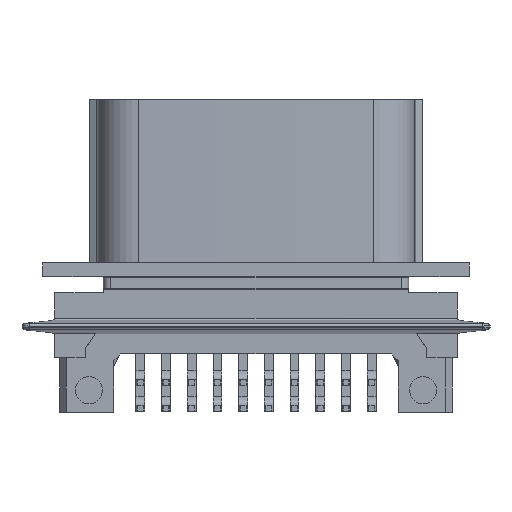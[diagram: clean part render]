
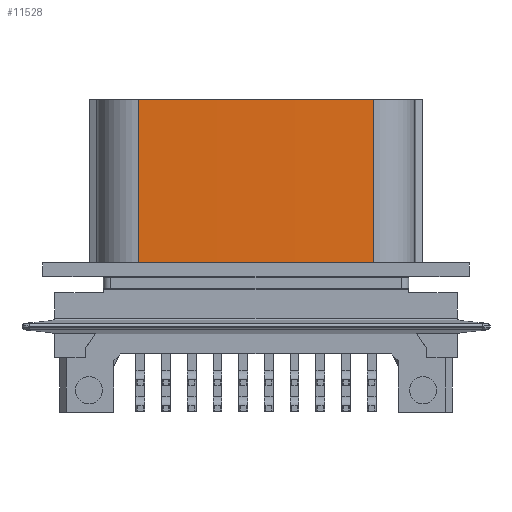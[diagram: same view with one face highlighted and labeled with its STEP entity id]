
A CAD part, front view. The second image highlights one B-rep face of the part: STEP entity #11528.
In plain terms, the highlighted cylindrical face has radius 642.873 mm (diameter 1285.75 mm), a partial arc.
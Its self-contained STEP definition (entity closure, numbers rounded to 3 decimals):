
#1669=CARTESIAN_POINT('',(17.989,645.383,11.675));
#1670=DIRECTION('',(0.,0.,-1.));
#1671=DIRECTION('',(0.025,-1.,0.));
#1672=AXIS2_PLACEMENT_3D('',#1669,#1670,#1671);
#1809=CARTESIAN_POINT('',(17.989,645.383,33.885));
#1810=DIRECTION('',(0.,0.,1.));
#1811=DIRECTION('',(-0.025,-1.,0.));
#1812=AXIS2_PLACEMENT_3D('',#1809,#1810,#1811);
#1949=DIRECTION('',(0.,0.,-1.));
#1950=VECTOR('',#1949,22.21);
#1951=CARTESIAN_POINT('',(33.949,2.708,33.885));
#1952=LINE('',#1951,#1950);
#1953=DIRECTION('',(0.,0.,-1.));
#1954=VECTOR('',#1953,22.21);
#1955=CARTESIAN_POINT('',(2.028,2.708,33.885));
#1956=LINE('',#1955,#1954);
#6744=CARTESIAN_POINT('',(2.028,2.708,11.675));
#6745=VERTEX_POINT('',#6744);
#6746=CARTESIAN_POINT('',(33.949,2.708,11.675));
#6747=VERTEX_POINT('',#6746);
#8275=CARTESIAN_POINT('',(2.028,2.708,33.885));
#8276=VERTEX_POINT('',#8275);
#8277=CARTESIAN_POINT('',(33.949,2.708,33.885));
#8278=VERTEX_POINT('',#8277);
#11516=CARTESIAN_POINT('',(17.989,645.383,11.335));
#11517=DIRECTION('',(0.,0.,1.));
#11518=DIRECTION('',(-1.,0.,0.));
#11519=AXIS2_PLACEMENT_3D('',#11516,#11517,#11518);
#11520=CYLINDRICAL_SURFACE('',#11519,642.873);
#11521=ORIENTED_EDGE('',*,*,#11184,.T.);
#11523=ORIENTED_EDGE('',*,*,#11522,.F.);
#11524=ORIENTED_EDGE('',*,*,#11309,.T.);
#11525=ORIENTED_EDGE('',*,*,#11509,.T.);
#11526=EDGE_LOOP('',(#11521,#11523,#11524,#11525));
#11527=FACE_OUTER_BOUND('',#11526,.F.);
#11528=ADVANCED_FACE('',(#11527),#11520,.T.);
#1673=CIRCLE('',#1672,642.873);
#1813=CIRCLE('',#1812,642.873);
#11184=EDGE_CURVE('',#6747,#6745,#1673,.T.);
#11309=EDGE_CURVE('',#8276,#8278,#1813,.T.);
#11509=EDGE_CURVE('',#8278,#6747,#1952,.T.);
#11522=EDGE_CURVE('',#8276,#6745,#1956,.T.);
